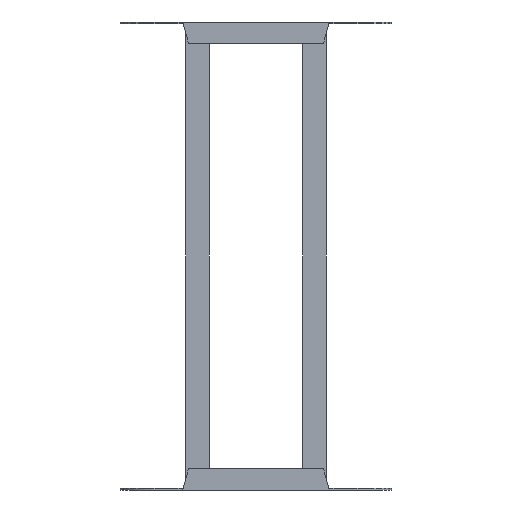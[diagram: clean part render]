
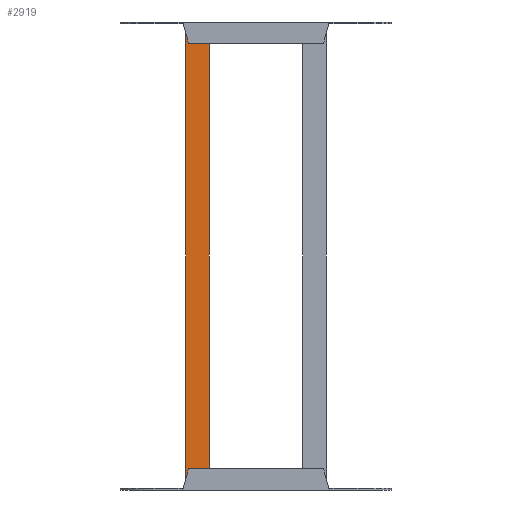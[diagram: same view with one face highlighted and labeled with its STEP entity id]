
A CAD part, front view. The second image highlights one B-rep face of the part: STEP entity #2919.
In plain terms, the highlighted planar face has unit normal (0, -1, 0).
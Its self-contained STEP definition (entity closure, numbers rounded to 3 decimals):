
#88 = VERTEX_POINT ( 'NONE', #646 ) ;
#99 = CARTESIAN_POINT ( 'NONE',  ( -11.5, 0., -296. ) ) ;
#137 = CARTESIAN_POINT ( 'NONE',  ( -15., 0., 296. ) ) ;
#166 = DIRECTION ( 'NONE',  ( 0., 1., 0. ) ) ;
#191 = DIRECTION ( 'NONE',  ( 0., 0., 1. ) ) ;
#310 = AXIS2_PLACEMENT_3D ( 'NONE', #99, #166, #191 ) ;
#317 = CARTESIAN_POINT ( 'NONE',  ( -11.5, 0., 296. ) ) ;
#334 = ORIENTED_EDGE ( 'NONE', *, *, #3306, .F. ) ;
#351 = DIRECTION ( 'NONE',  ( -1., 0., 0. ) ) ;
#353 = LINE ( 'NONE', #317, #495 ) ;
#439 = VERTEX_POINT ( 'NONE', #2869 ) ;
#444 = DIRECTION ( 'NONE',  ( 1., 0., 0. ) ) ;
#458 = VECTOR ( 'NONE', #3245, 1000. ) ;
#469 = LINE ( 'NONE', #2428, #458 ) ;
#479 = ORIENTED_EDGE ( 'NONE', *, *, #2259, .T. ) ;
#495 = VECTOR ( 'NONE', #444, 1000. ) ;
#578 = VERTEX_POINT ( 'NONE', #2698 ) ;
#584 = EDGE_CURVE ( 'NONE', #439, #889, #1515, .T. ) ;
#604 = CARTESIAN_POINT ( 'NONE',  ( -11.5, 0., 296. ) ) ;
#628 = ORIENTED_EDGE ( 'NONE', *, *, #3019, .F. ) ;
#646 = CARTESIAN_POINT ( 'NONE',  ( -11.5, 0., 296. ) ) ;
#682 = CARTESIAN_POINT ( 'NONE',  ( 11.5, 0., -296. ) ) ;
#721 = ORIENTED_EDGE ( 'NONE', *, *, #584, .T. ) ;
#742 = ORIENTED_EDGE ( 'NONE', *, *, #2763, .F. ) ;
#820 = CARTESIAN_POINT ( 'NONE',  ( 15., 0., -296. ) ) ;
#889 = VERTEX_POINT ( 'NONE', #1353 ) ;
#1040 = CARTESIAN_POINT ( 'NONE',  ( -15., 0., -296. ) ) ;
#1086 = DIRECTION ( 'NONE',  ( 1., 0., 0. ) ) ;
#1239 = EDGE_CURVE ( 'NONE', #88, #2442, #469, .T. ) ;
#1353 = CARTESIAN_POINT ( 'NONE',  ( 15., 0., 296. ) ) ;
#1401 = CARTESIAN_POINT ( 'NONE',  ( 11.5, 0., 296. ) ) ;
#1430 = DIRECTION ( 'NONE',  ( -1., 0., 0. ) ) ;
#1485 = VECTOR ( 'NONE', #2916, 1000. ) ;
#1515 = LINE ( 'NONE', #2126, #1485 ) ;
#1583 = VERTEX_POINT ( 'NONE', #682 ) ;
#1590 = ORIENTED_EDGE ( 'NONE', *, *, #2367, .T. ) ;
#1769 = ORIENTED_EDGE ( 'NONE', *, *, #1239, .T. ) ;
#1851 = VECTOR ( 'NONE', #351, 1000. ) ;
#1893 = LINE ( 'NONE', #604, #1851 ) ;
#2017 = VECTOR ( 'NONE', #1086, 1000. ) ;
#2028 = LINE ( 'NONE', #820, #2017 ) ;
#2104 = VECTOR ( 'NONE', #2280, 1000. ) ;
#2126 = CARTESIAN_POINT ( 'NONE',  ( 15., 0., -296. ) ) ;
#2146 = ORIENTED_EDGE ( 'NONE', *, *, #3114, .F. ) ;
#2259 = EDGE_CURVE ( 'NONE', #1583, #439, #2028, .T. ) ;
#2280 = DIRECTION ( 'NONE',  ( -1., 0., 0. ) ) ;
#2300 = LINE ( 'NONE', #2465, #2104 ) ;
#2367 = EDGE_CURVE ( 'NONE', #2441, #88, #1893, .T. ) ;
#2428 = CARTESIAN_POINT ( 'NONE',  ( -15., 0., 296. ) ) ;
#2435 = DIRECTION ( 'NONE',  ( 0., 0., 1. ) ) ;
#2441 = VERTEX_POINT ( 'NONE', #1401 ) ;
#2442 = VERTEX_POINT ( 'NONE', #137 ) ;
#2465 = CARTESIAN_POINT ( 'NONE',  ( -11.5, 0., -296. ) ) ;
#2487 = CARTESIAN_POINT ( 'NONE',  ( -11.5, 0., -296. ) ) ;
#2563 = VERTEX_POINT ( 'NONE', #3281 ) ;
#2694 = VECTOR ( 'NONE', #1430, 1000. ) ;
#2698 = CARTESIAN_POINT ( 'NONE',  ( -15., 0., -296. ) ) ;
#2763 = EDGE_CURVE ( 'NONE', #2441, #889, #353, .T. ) ;
#2853 = LINE ( 'NONE', #2487, #2694 ) ;
#2869 = CARTESIAN_POINT ( 'NONE',  ( 15., 0., -296. ) ) ;
#2916 = DIRECTION ( 'NONE',  ( 0., 0., 1. ) ) ;
#2919 = ADVANCED_FACE ( 'NONE', ( #3338 ), #3323, .F. ) ;
#3019 = EDGE_CURVE ( 'NONE', #578, #2442, #3100, .T. ) ;
#3055 = VECTOR ( 'NONE', #2435, 1000. ) ;
#3100 = LINE ( 'NONE', #1040, #3055 ) ;
#3114 = EDGE_CURVE ( 'NONE', #2563, #578, #2853, .T. ) ;
#3174 = EDGE_LOOP ( 'NONE', ( #1590, #1769, #628, #2146, #334, #479, #721, #742 ) ) ;
#3245 = DIRECTION ( 'NONE',  ( -1., 0., 0. ) ) ;
#3281 = CARTESIAN_POINT ( 'NONE',  ( -11.5, 0., -296. ) ) ;
#3306 = EDGE_CURVE ( 'NONE', #1583, #2563, #2300, .T. ) ;
#3323 = PLANE ( 'NONE',  #310 ) ;
#3338 = FACE_OUTER_BOUND ( 'NONE', #3174, .T. ) ;
